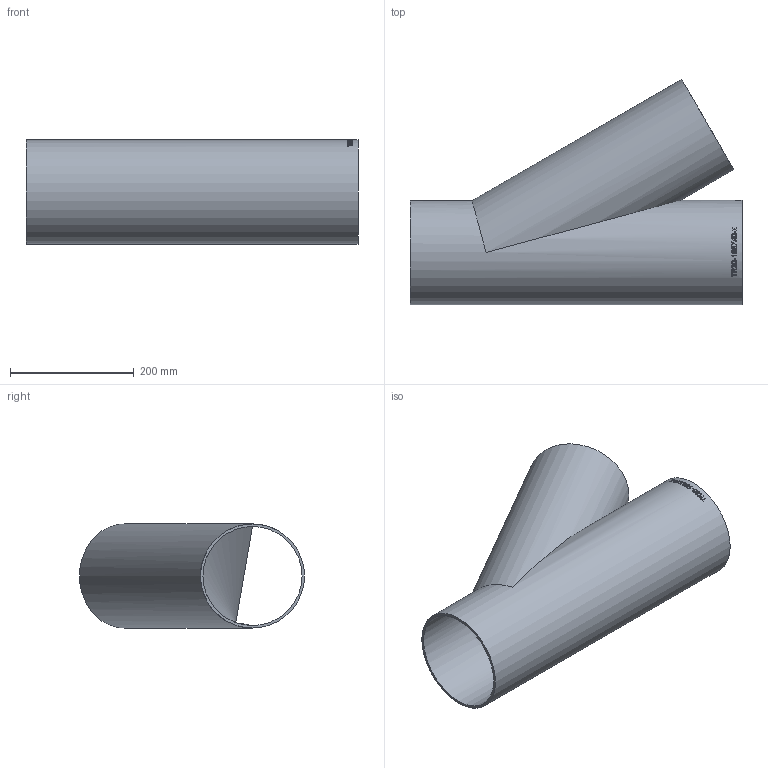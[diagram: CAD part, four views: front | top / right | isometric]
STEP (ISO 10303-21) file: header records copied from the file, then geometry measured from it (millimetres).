
FILE_DESCRIPTION (( 'STEP AP214' ), '1' );
FILE_NAME ('TR30-168X40-x T-Stück 30° Ø168,3 L537 1911.STEP', '2019-11-22T08:18:13', ( '' ), ( '' ), 'SwSTEP 2.0', 'SolidWorks 2016', '' );
FILE_SCHEMA (( 'AUTOMOTIVE_DESIGN' ));
Length unit declared in the file: millimetre
Products named in the file (1): TR30-168X40-x T-Stück 30° Ø168,3 L537   1911
Bounding box: 537 x 364.05 x 168.3 mm (x, y, z)
Volume: 1531499.3 mm3; surface area: 771919.6 mm2
Topology: 1 solids, 1 shells, 184 faces, 492 edges, 328 vertices
Faces by surface type: bspline 106, plane 53, cylinder 25
Full cylindrical faces by diameter (mm): 160.3 x2, 168.3 x2
Entity records: 26515 total; most frequent: CARTESIAN_POINT 21016, ORIENTED_EDGE 956, EDGE_CURVE 478, DIRECTION 363, B_SPLINE_CURVE_WITH_KNOTS 333, VERTEX_POINT 322, EDGE_LOOP 212, FACE_OUTER_BOUND 187
